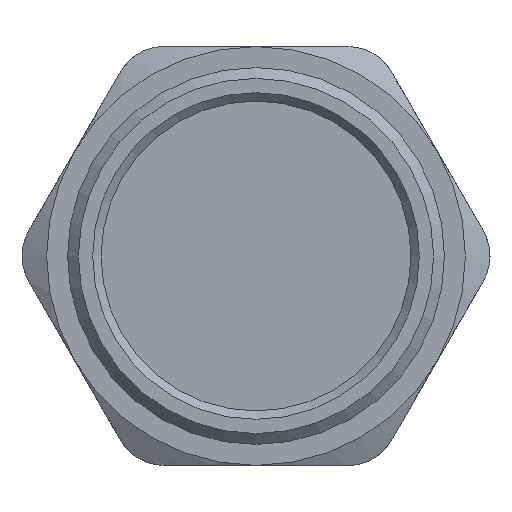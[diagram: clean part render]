
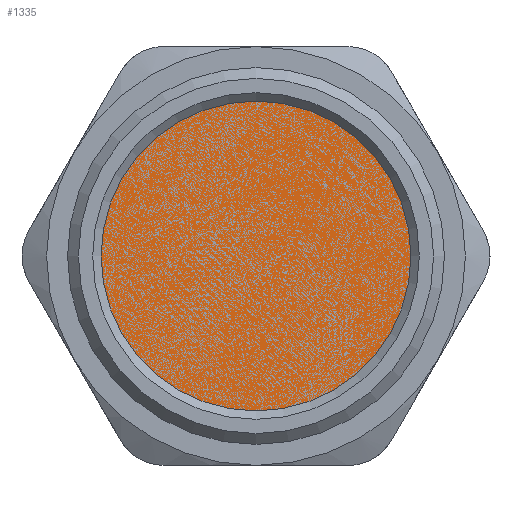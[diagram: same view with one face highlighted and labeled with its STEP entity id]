
A CAD part, front view. The second image highlights one B-rep face of the part: STEP entity #1335.
In plain terms, the highlighted planar face has unit normal (0, 1, 0).
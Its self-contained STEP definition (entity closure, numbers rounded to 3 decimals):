
#438=FACE_OUTER_BOUND('',#520,.T.);
#520=EDGE_LOOP('',(#1231));
#577=CIRCLE('',#1487,11.25);
#693=VERTEX_POINT('',#2514);
#873=EDGE_CURVE('',#693,#693,#577,.T.);
#1231=ORIENTED_EDGE('',*,*,#873,.T.);
#1260=PLANE('',#1486);
#1335=ADVANCED_FACE('',(#438),#1260,.T.);
#1486=AXIS2_PLACEMENT_3D('',#2513,#1824,#1825);
#1487=AXIS2_PLACEMENT_3D('',#2515,#1826,#1827);
#1824=DIRECTION('center_axis',(0.,1.,0.));
#1825=DIRECTION('ref_axis',(0.,0.,1.));
#1826=DIRECTION('center_axis',(0.,1.,0.));
#1827=DIRECTION('ref_axis',(1.,0.,0.));
#2513=CARTESIAN_POINT('Origin',(3.125,-4.195,0.));
#2514=CARTESIAN_POINT('',(-8.125,-4.195,0.));
#2515=CARTESIAN_POINT('Origin',(3.125,-4.195,0.));
